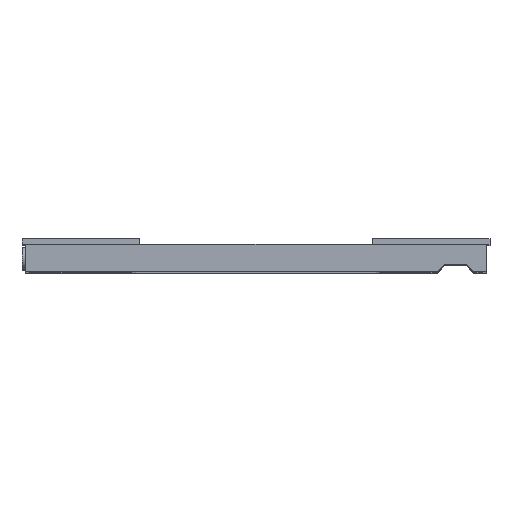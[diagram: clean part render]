
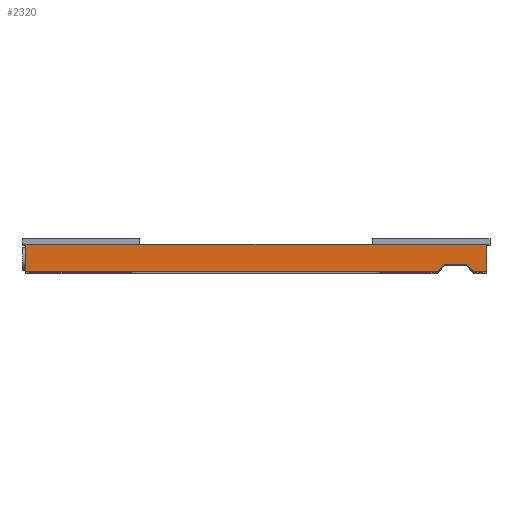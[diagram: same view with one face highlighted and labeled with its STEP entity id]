
A CAD part, top view. The second image highlights one B-rep face of the part: STEP entity #2320.
In plain terms, the highlighted planar face has unit normal (0, 0, 1).
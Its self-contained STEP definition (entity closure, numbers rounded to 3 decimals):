
#771=PLANE('',#7619);
#1102=LINE('',#10597,#1722);
#1103=LINE('',#10599,#1723);
#1104=LINE('',#10602,#1724);
#1105=LINE('',#10604,#1725);
#1106=LINE('',#10606,#1726);
#1107=LINE('',#10607,#1727);
#1108=LINE('',#10609,#1728);
#1109=LINE('',#10611,#1729);
#1722=VECTOR('',#8539,1.);
#1723=VECTOR('',#8542,1.);
#1724=VECTOR('',#8543,1.);
#1725=VECTOR('',#8544,1.);
#1726=VECTOR('',#8545,1.);
#1727=VECTOR('',#8546,1.);
#1728=VECTOR('',#8547,1.);
#1729=VECTOR('',#8548,1.);
#2320=ADVANCED_FACE('',(#2698),#771,.T.);
#2698=FACE_OUTER_BOUND('',#3058,.T.);
#3058=EDGE_LOOP('',(#3904,#3905,#3906,#3907,#3908,#3909,#3910,#3911));
#3904=ORIENTED_EDGE('',*,*,#6193,.F.);
#3905=ORIENTED_EDGE('',*,*,#6194,.T.);
#3906=ORIENTED_EDGE('',*,*,#6195,.T.);
#3907=ORIENTED_EDGE('',*,*,#6196,.T.);
#3908=ORIENTED_EDGE('',*,*,#6192,.F.);
#3909=ORIENTED_EDGE('',*,*,#6197,.F.);
#3910=ORIENTED_EDGE('',*,*,#6198,.T.);
#3911=ORIENTED_EDGE('',*,*,#6199,.F.);
#5506=VERTEX_POINT('',#10591);
#5509=VERTEX_POINT('',#10596);
#5510=VERTEX_POINT('',#10600);
#5511=VERTEX_POINT('',#10601);
#5512=VERTEX_POINT('',#10603);
#5513=VERTEX_POINT('',#10605);
#5514=VERTEX_POINT('',#10608);
#5515=VERTEX_POINT('',#10610);
#6192=EDGE_CURVE('',#5509,#5506,#1102,.T.);
#6193=EDGE_CURVE('',#5510,#5511,#1103,.T.);
#6194=EDGE_CURVE('',#5510,#5512,#1104,.T.);
#6195=EDGE_CURVE('',#5512,#5513,#1105,.T.);
#6196=EDGE_CURVE('',#5513,#5506,#1106,.T.);
#6197=EDGE_CURVE('',#5514,#5509,#1107,.T.);
#6198=EDGE_CURVE('',#5514,#5515,#1108,.T.);
#6199=EDGE_CURVE('',#5511,#5515,#1109,.T.);
#7619=AXIS2_PLACEMENT_3D('',#10612,#8549,#8550);
#8539=DIRECTION('',(-1.,0.,0.));
#8542=DIRECTION('',(-1.,0.,0.));
#8543=DIRECTION('',(0.707,0.707,0.));
#8544=DIRECTION('',(1.,0.,0.));
#8545=DIRECTION('',(0.707,-0.707,0.));
#8546=DIRECTION('',(0.,-1.,0.));
#8547=DIRECTION('',(-1.,0.,0.));
#8548=DIRECTION('',(0.,1.,0.));
#8549=DIRECTION('',(0.,0.,1.));
#8550=DIRECTION('',(1.,0.,0.));
#10591=CARTESIAN_POINT('',(1221.85,-75.,1100.));
#10596=CARTESIAN_POINT('',(1256.2,-75.,1100.));
#10597=CARTESIAN_POINT('',(1500.,-75.,1100.));
#10599=CARTESIAN_POINT('',(1500.,-75.,1100.));
#10600=CARTESIAN_POINT('',(1121.85,-75.,1100.));
#10601=CARTESIAN_POINT('',(0.,-75.,1100.));
#10602=CARTESIAN_POINT('',(1121.85,-75.,1100.));
#10603=CARTESIAN_POINT('',(1141.85,-55.,1100.));
#10604=CARTESIAN_POINT('',(1500.,-55.,1100.));
#10605=CARTESIAN_POINT('',(1201.85,-55.,1100.));
#10606=CARTESIAN_POINT('',(1201.85,-55.,1100.));
#10607=CARTESIAN_POINT('',(1256.2,-75.,1100.));
#10608=CARTESIAN_POINT('',(1256.2,0.,1100.));
#10609=CARTESIAN_POINT('',(1500.,0.,1100.));
#10610=CARTESIAN_POINT('',(0.,0.,1100.));
#10611=CARTESIAN_POINT('',(0.,-75.,1100.));
#10612=CARTESIAN_POINT('',(1500.,-75.,1100.));
